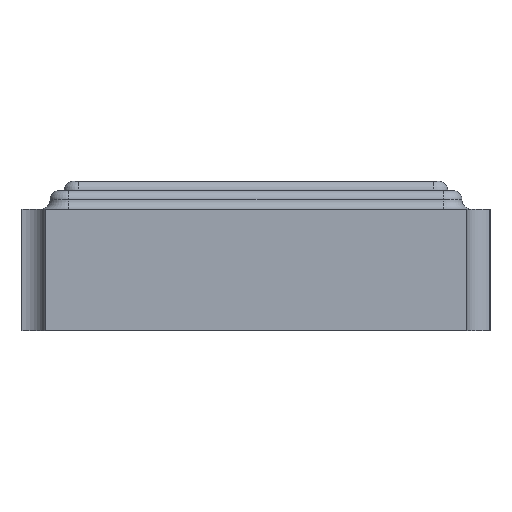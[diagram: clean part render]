
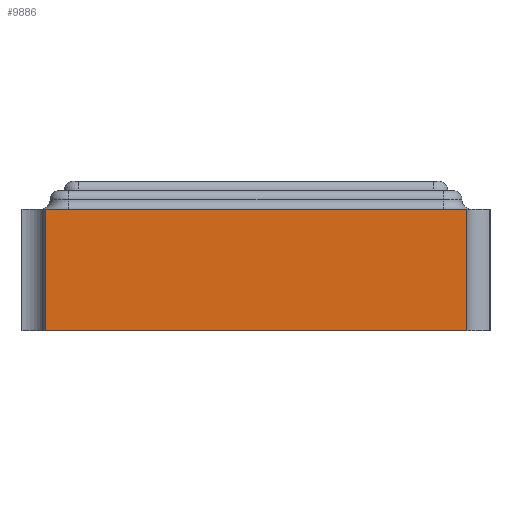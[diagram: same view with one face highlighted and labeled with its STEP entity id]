
A CAD part, left-side view. The second image highlights one B-rep face of the part: STEP entity #9886.
In plain terms, the highlighted planar face has unit normal (-1, 0, 0).
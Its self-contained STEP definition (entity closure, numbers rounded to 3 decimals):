
#282 = CARTESIAN_POINT ( 'NONE',  ( -3.5, -2.25, -1.3 ) ) ;
#627 = VERTEX_POINT ( 'NONE', #5985 ) ;
#2169 = PLANE ( 'NONE',  #14322 ) ;
#2582 = ORIENTED_EDGE ( 'NONE', *, *, #5189, .F. ) ;
#2851 = DIRECTION ( 'NONE',  ( 0., -1., 0. ) ) ;
#3112 = LINE ( 'NONE', #282, #16042 ) ;
#3324 = VECTOR ( 'NONE', #13116, 1000. ) ;
#4092 = DIRECTION ( 'NONE',  ( 0., -1., 0. ) ) ;
#4397 = LINE ( 'NONE', #10555, #17277 ) ;
#4966 = VERTEX_POINT ( 'NONE', #19913 ) ;
#5189 = EDGE_CURVE ( 'NONE', #6326, #4966, #10260, .T. ) ;
#5985 = CARTESIAN_POINT ( 'NONE',  ( -3.5, -2.25, -1.3 ) ) ;
#6326 = VERTEX_POINT ( 'NONE', #16519 ) ;
#6435 = DIRECTION ( 'NONE',  ( 0., 0., -1. ) ) ;
#6613 = FACE_OUTER_BOUND ( 'NONE', #19893, .T. ) ;
#9654 = DIRECTION ( 'NONE',  ( -1., 0., 0. ) ) ;
#9692 = EDGE_CURVE ( 'NONE', #10126, #6326, #13005, .T. ) ;
#9886 = ADVANCED_FACE ( 'NONE', ( #6613 ), #2169, .T. ) ;
#10126 = VERTEX_POINT ( 'NONE', #19580 ) ;
#10166 = EDGE_CURVE ( 'NONE', #10126, #627, #4397, .T. ) ;
#10260 = LINE ( 'NONE', #15109, #15020 ) ;
#10555 = CARTESIAN_POINT ( 'NONE',  ( -3.5, -2.5, -1.3 ) ) ;
#11165 = CARTESIAN_POINT ( 'NONE',  ( -3.5, -2.5, -1.3 ) ) ;
#13005 = LINE ( 'NONE', #19198, #3324 ) ;
#13116 = DIRECTION ( 'NONE',  ( 0., 0., 1. ) ) ;
#14211 = ORIENTED_EDGE ( 'NONE', *, *, #18166, .F. ) ;
#14322 = AXIS2_PLACEMENT_3D ( 'NONE', #11165, #9654, #15836 ) ;
#15020 = VECTOR ( 'NONE', #4092, 1000. ) ;
#15109 = CARTESIAN_POINT ( 'NONE',  ( -3.5, -2.5, 0. ) ) ;
#15836 = DIRECTION ( 'NONE',  ( 0., 0., 1. ) ) ;
#16042 = VECTOR ( 'NONE', #6435, 1000. ) ;
#16519 = CARTESIAN_POINT ( 'NONE',  ( -3.5, 2.25, 0. ) ) ;
#17076 = ORIENTED_EDGE ( 'NONE', *, *, #9692, .F. ) ;
#17277 = VECTOR ( 'NONE', #2851, 1000. ) ;
#18166 = EDGE_CURVE ( 'NONE', #4966, #627, #3112, .T. ) ;
#19198 = CARTESIAN_POINT ( 'NONE',  ( -3.5, 2.25, -1.3 ) ) ;
#19580 = CARTESIAN_POINT ( 'NONE',  ( -3.5, 2.25, -1.3 ) ) ;
#19644 = ORIENTED_EDGE ( 'NONE', *, *, #10166, .T. ) ;
#19893 = EDGE_LOOP ( 'NONE', ( #14211, #2582, #17076, #19644 ) ) ;
#19913 = CARTESIAN_POINT ( 'NONE',  ( -3.5, -2.25, 0. ) ) ;
